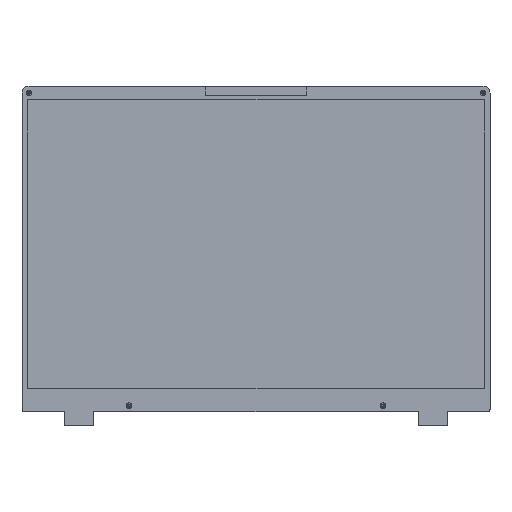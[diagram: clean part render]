
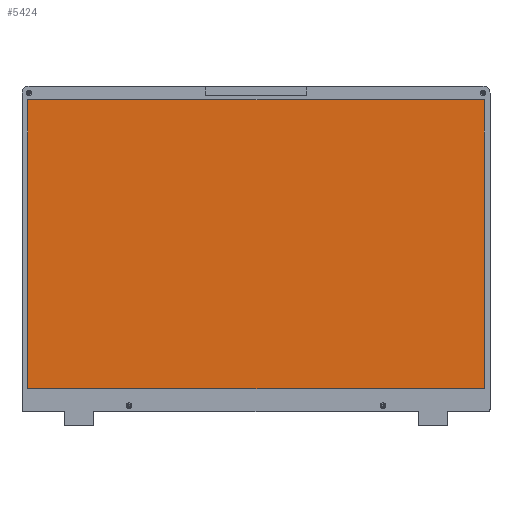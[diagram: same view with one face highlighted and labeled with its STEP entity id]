
A CAD part, top view. The second image highlights one B-rep face of the part: STEP entity #5424.
In plain terms, the highlighted planar face has unit normal (0, 0, 1).
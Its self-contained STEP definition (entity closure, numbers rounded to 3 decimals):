
#180=PLANE('',#6058);
#666=FACE_OUTER_BOUND('',#1011,.T.);
#1011=EDGE_LOOP('',(#4899,#4900,#4901,#4902));
#1423=LINE('',#9374,#1881);
#1433=LINE('',#9394,#1891);
#1436=LINE('',#9400,#1894);
#1439=LINE('',#9405,#1897);
#1881=VECTOR('',#7599,10.);
#1891=VECTOR('',#7615,10.);
#1894=VECTOR('',#7620,10.);
#1897=VECTOR('',#7625,10.);
#2709=VERTEX_POINT('',#9372);
#2710=VERTEX_POINT('',#9373);
#2717=VERTEX_POINT('',#9393);
#2719=VERTEX_POINT('',#9399);
#3445=EDGE_CURVE('',#2709,#2710,#1423,.T.);
#3455=EDGE_CURVE('',#2717,#2709,#1433,.T.);
#3458=EDGE_CURVE('',#2710,#2719,#1436,.T.);
#3461=EDGE_CURVE('',#2719,#2717,#1439,.T.);
#4899=ORIENTED_EDGE('',*,*,#3461,.T.);
#4900=ORIENTED_EDGE('',*,*,#3455,.T.);
#4901=ORIENTED_EDGE('',*,*,#3445,.T.);
#4902=ORIENTED_EDGE('',*,*,#3458,.T.);
#5424=ADVANCED_FACE('',(#666),#180,.T.);
#6058=AXIS2_PLACEMENT_3D('',#9407,#7627,#7628);
#7599=DIRECTION('',(1.,0.,0.));
#7615=DIRECTION('',(0.,-1.,0.));
#7620=DIRECTION('',(0.,1.,0.));
#7625=DIRECTION('',(-1.,0.,0.));
#7627=DIRECTION('center_axis',(0.,0.,1.));
#7628=DIRECTION('ref_axis',(1.,0.,0.));
#9372=CARTESIAN_POINT('',(0.,0.,0.));
#9373=CARTESIAN_POINT('',(395.06,0.,0.));
#9374=CARTESIAN_POINT('',(0.,0.,0.));
#9393=CARTESIAN_POINT('',(0.,254.05,0.));
#9394=CARTESIAN_POINT('',(0.,254.05,0.));
#9399=CARTESIAN_POINT('',(395.06,254.05,0.));
#9400=CARTESIAN_POINT('',(395.06,0.,0.));
#9405=CARTESIAN_POINT('',(395.06,254.05,0.));
#9407=CARTESIAN_POINT('Origin',(197.53,147.025,0.));
